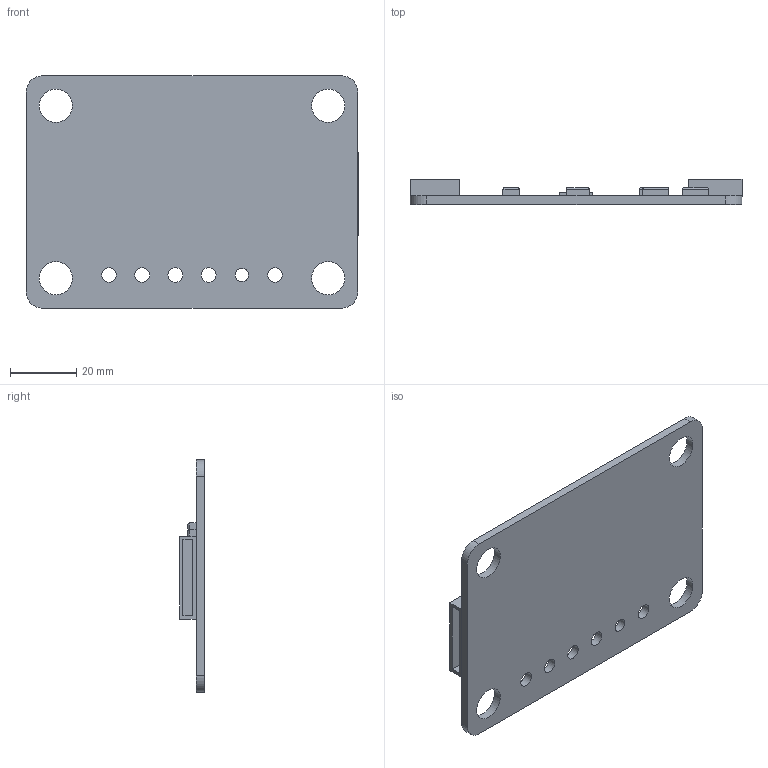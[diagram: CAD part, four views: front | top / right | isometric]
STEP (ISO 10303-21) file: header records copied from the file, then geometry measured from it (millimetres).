
FILE_DESCRIPTION(/* description */ ('','CAx-IF Rec.Pracs.---Representation and Presentation of Product Manufacturing Information (PMI)---4.0---2014-10-13'),/* implementation_level */ '2;1');
FILE_NAME(/* name */ 'HDC302x_WHL.step',/* time_stamp */ '2025-03-11T00:27:59-06:00',/* author */ (''),/* organization */ (''),/* preprocessor_version */ 'ST-DEVELOPER v20',/* originating_system */ 'Autodesk Translation Framework v13.20.0.188',/* authorisation */ '');
FILE_SCHEMA (('AP242_MANAGED_MODEL_BASED_3D_ENGINEERING_MIM_LF { 1 0 10303 442 1 1 4 }'));
Length unit declared in the file: millimetre
Products named in the file (1): HDC302x
Bounding box: 100 x 7.5 x 70 mm (x, y, z)
Volume: 18796 mm3; surface area: 18677.8 mm2
Topology: 3 solids, 3 shells, 92 faces, 214 edges, 136 vertices
Faces by surface type: plane 58, cylinder 34
Full cylindrical faces by diameter (mm): 4 x1, 4.472 x5, 10 x4
Entity records: 2657 total; most frequent: DIRECTION 448, CARTESIAN_POINT 443, ORIENTED_EDGE 428, EDGE_CURVE 214, LINE 166, VECTOR 166, AXIS2_PLACEMENT_3D 141, VERTEX_POINT 136
